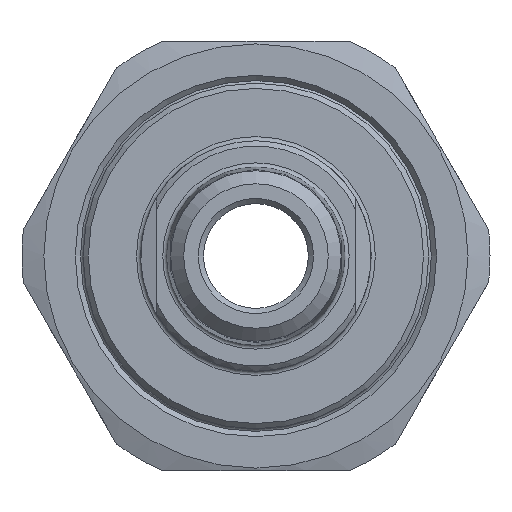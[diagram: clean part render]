
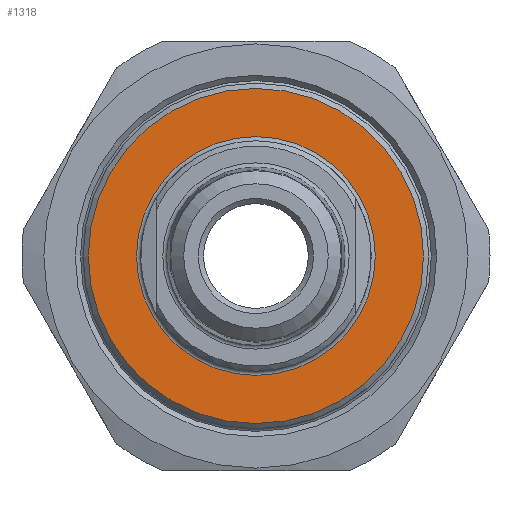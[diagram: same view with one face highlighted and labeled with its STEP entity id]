
A CAD part, left-side view. The second image highlights one B-rep face of the part: STEP entity #1318.
In plain terms, the highlighted planar face has unit normal (-1, 0, 0).
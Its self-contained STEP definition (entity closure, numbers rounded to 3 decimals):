
#85=FACE_BOUND('',#290,.T.);
#113=PLANE('',#1564);
#199=FACE_OUTER_BOUND('',#289,.T.);
#289=EDGE_LOOP('',(#1160));
#290=EDGE_LOOP('',(#1161));
#508=CIRCLE('',#1563,11.4);
#509=CIRCLE('',#1565,16.);
#637=VERTEX_POINT('',#2455);
#638=VERTEX_POINT('',#2459);
#817=EDGE_CURVE('',#637,#637,#508,.T.);
#818=EDGE_CURVE('',#638,#638,#509,.T.);
#1160=ORIENTED_EDGE('',*,*,#818,.F.);
#1161=ORIENTED_EDGE('',*,*,#817,.F.);
#1318=ADVANCED_FACE('',(#199,#85),#113,.T.);
#1563=AXIS2_PLACEMENT_3D('',#2457,#1969,#1970);
#1564=AXIS2_PLACEMENT_3D('',#2458,#1971,#1972);
#1565=AXIS2_PLACEMENT_3D('',#2460,#1973,#1974);
#1969=DIRECTION('center_axis',(-1.,0.,0.));
#1970=DIRECTION('ref_axis',(0.,-1.,0.));
#1971=DIRECTION('center_axis',(-1.,0.,0.));
#1972=DIRECTION('ref_axis',(0.,0.,1.));
#1973=DIRECTION('center_axis',(1.,0.,0.));
#1974=DIRECTION('ref_axis',(0.,-1.,0.));
#2455=CARTESIAN_POINT('',(-11.5,0.,11.4));
#2457=CARTESIAN_POINT('Origin',(-11.5,0.,0.));
#2458=CARTESIAN_POINT('Origin',(-11.5,16.5,0.));
#2459=CARTESIAN_POINT('',(-11.5,16.,0.));
#2460=CARTESIAN_POINT('Origin',(-11.5,0.,0.));
